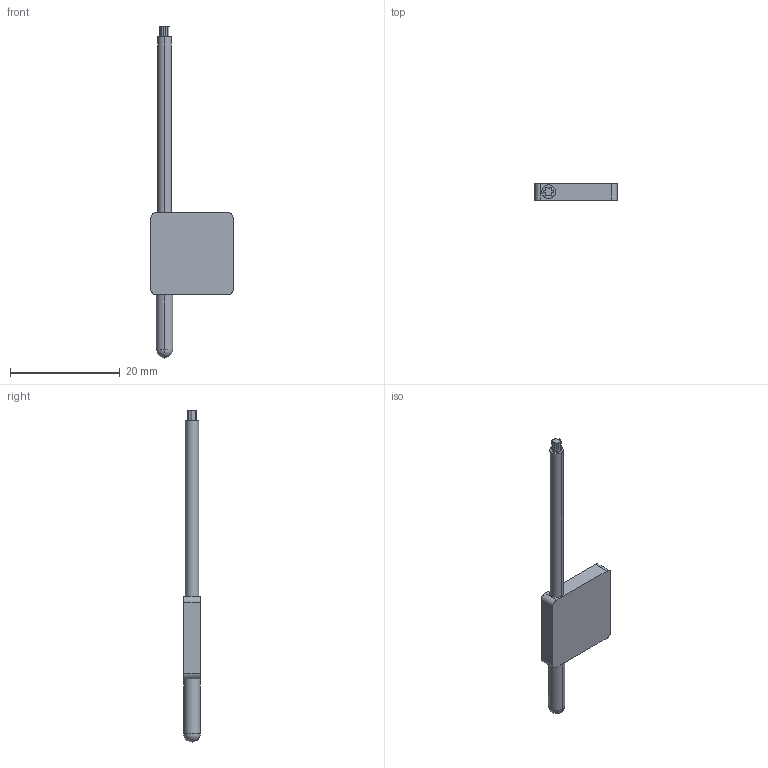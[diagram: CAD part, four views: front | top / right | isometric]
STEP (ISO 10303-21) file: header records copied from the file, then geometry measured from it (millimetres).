
FILE_DESCRIPTION(/* description */ (''),/* implementation_level */ '2;1');
FILE_NAME(/* name */ 'TKY06F.stp',/* time_stamp */ '2022-02-03T10:43:17+09:00',/* author */ (''),/* organization */ (''),/* preprocessor_version */ 'ST-DEVELOPER v16',/* originating_system */ 'SIEMENS PLM Software NX 10.0',/* authorisation */ '');
FILE_SCHEMA (('AUTOMOTIVE_DESIGN { 1 0 10303 214 3 1 1 1 }'));
Length unit declared in the file: millimetre
Products named in the file (1): TKY06F
Bounding box: 15 x 3 x 60.5 mm (x, y, z)
Volume: 910.7 mm3; surface area: 987.3 mm2
Topology: 1 solids, 1 shells, 32 faces, 80 edges, 51 vertices
Faces by surface type: cylinder 20, plane 10, sphere 2
Entity records: 1009 total; most frequent: DIRECTION 191, CARTESIAN_POINT 164, ORIENTED_EDGE 156, EDGE_CURVE 78, AXIS2_PLACEMENT_3D 78, VERTEX_POINT 50, CIRCLE 43, LINE 35
